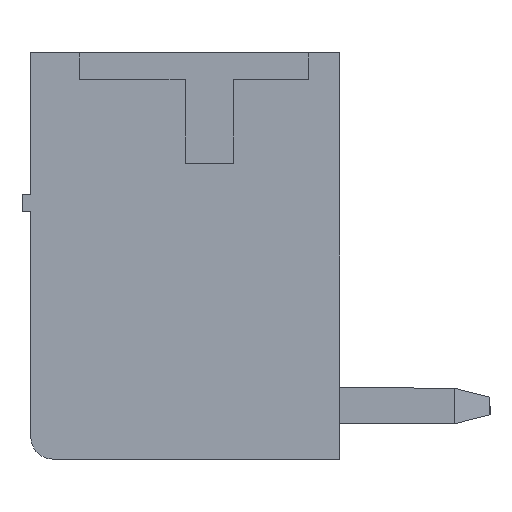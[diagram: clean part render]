
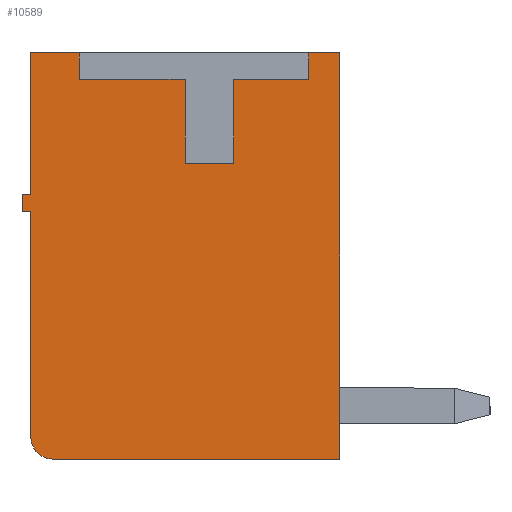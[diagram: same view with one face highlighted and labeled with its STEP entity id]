
A CAD part, left-side view. The second image highlights one B-rep face of the part: STEP entity #10589.
In plain terms, the highlighted planar face has unit normal (-1, 0, 0).
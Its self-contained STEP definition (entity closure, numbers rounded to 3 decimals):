
#13 = VERTEX_POINT ( 'NONE', #12823 ) ;
#211 = DIRECTION ( 'NONE',  ( 0., 0., -1. ) ) ;
#449 = CARTESIAN_POINT ( 'NONE',  ( 0., 9.7, -3. ) ) ;
#632 = DIRECTION ( 'NONE',  ( 1., 0., 0. ) ) ;
#774 = EDGE_CURVE ( 'NONE', #2238, #11464, #6001, .T. ) ;
#833 = CARTESIAN_POINT ( 'NONE',  ( 0., 2.7, -3.5 ) ) ;
#952 = LINE ( 'NONE', #3762, #10833 ) ;
#967 = CARTESIAN_POINT ( 'NONE',  ( 0., 9.7, 2.1 ) ) ;
#1076 = CARTESIAN_POINT ( 'NONE',  ( 0., 5.105, 5.1 ) ) ;
#1081 = CIRCLE ( 'NONE', #11825, 0.5 ) ;
#1150 = CARTESIAN_POINT ( 'NONE',  ( 0., 3.405, 5.7 ) ) ;
#1184 = VERTEX_POINT ( 'NONE', #12105 ) ;
#1641 = VECTOR ( 'NONE', #10623, 1000. ) ;
#1809 = VECTOR ( 'NONE', #15182, 1000. ) ;
#1958 = DIRECTION ( 'NONE',  ( 0., 1., 0. ) ) ;
#2112 = ORIENTED_EDGE ( 'NONE', *, *, #5087, .F. ) ;
#2238 = VERTEX_POINT ( 'NONE', #13783 ) ;
#2297 = CARTESIAN_POINT ( 'NONE',  ( 0., 6.205, 5.1 ) ) ;
#2449 = CARTESIAN_POINT ( 'NONE',  ( 0., 9.9, 2.1 ) ) ;
#2463 = DIRECTION ( 'NONE',  ( 0., 0., -1. ) ) ;
#2680 = ORIENTED_EDGE ( 'NONE', *, *, #16186, .T. ) ;
#3007 = CARTESIAN_POINT ( 'NONE',  ( 0., 9.2, -3. ) ) ;
#3011 = LINE ( 'NONE', #15146, #15882 ) ;
#3038 = PLANE ( 'NONE',  #7780 ) ;
#3409 = DIRECTION ( 'NONE',  ( 0., 0., 1. ) ) ;
#3472 = CARTESIAN_POINT ( 'NONE',  ( 0., 3.405, 5.7 ) ) ;
#3548 = VERTEX_POINT ( 'NONE', #3667 ) ;
#3667 = CARTESIAN_POINT ( 'NONE',  ( 0., 6.205, 5.1 ) ) ;
#3762 = CARTESIAN_POINT ( 'NONE',  ( 0., 8.605, 5.7 ) ) ;
#3798 = LINE ( 'NONE', #1076, #8070 ) ;
#3864 = EDGE_CURVE ( 'NONE', #10291, #8760, #11727, .T. ) ;
#4353 = ORIENTED_EDGE ( 'NONE', *, *, #14962, .F. ) ;
#4434 = VERTEX_POINT ( 'NONE', #13979 ) ;
#4574 = ORIENTED_EDGE ( 'NONE', *, *, #9513, .T. ) ;
#4662 = DIRECTION ( 'NONE',  ( 0., 0., -1. ) ) ;
#4693 = CARTESIAN_POINT ( 'NONE',  ( 0., 5.105, 3.2 ) ) ;
#4863 = DIRECTION ( 'NONE',  ( 0., 0., 1. ) ) ;
#5087 = EDGE_CURVE ( 'NONE', #10594, #1184, #15621, .T. ) ;
#5270 = LINE ( 'NONE', #2297, #1641 ) ;
#5289 = EDGE_CURVE ( 'NONE', #11442, #16249, #16677, .T. ) ;
#5295 = EDGE_CURVE ( 'NONE', #2238, #13118, #3011, .T. ) ;
#5436 = ORIENTED_EDGE ( 'NONE', *, *, #13030, .T. ) ;
#5683 = CARTESIAN_POINT ( 'NONE',  ( 0., 3.405, 5.7 ) ) ;
#5815 = EDGE_CURVE ( 'NONE', #10594, #11442, #8116, .T. ) ;
#6001 = LINE ( 'NONE', #14162, #7260 ) ;
#6011 = VECTOR ( 'NONE', #3409, 1000. ) ;
#6099 = LINE ( 'NONE', #14003, #8924 ) ;
#6201 = LINE ( 'NONE', #17037, #15131 ) ;
#6330 = LINE ( 'NONE', #2449, #16041 ) ;
#6510 = EDGE_CURVE ( 'NONE', #4434, #13, #7327, .T. ) ;
#6712 = EDGE_CURVE ( 'NONE', #13118, #11525, #952, .T. ) ;
#7067 = CARTESIAN_POINT ( 'NONE',  ( 0., 3.405, 5.1 ) ) ;
#7260 = VECTOR ( 'NONE', #4662, 1000. ) ;
#7327 = LINE ( 'NONE', #16806, #16484 ) ;
#7609 = EDGE_LOOP ( 'NONE', ( #4353, #13504, #15706, #2112, #14102, #12142, #17309, #9588, #11574, #2680, #12669, #13209, #12526, #4574, #16553, #12277, #5436 ) ) ;
#7780 = AXIS2_PLACEMENT_3D ( 'NONE', #8867, #8452, #211 ) ;
#7957 = CARTESIAN_POINT ( 'NONE',  ( 0., 5.105, 5.1 ) ) ;
#8070 = VECTOR ( 'NONE', #14525, 1000. ) ;
#8116 = LINE ( 'NONE', #1150, #11663 ) ;
#8452 = DIRECTION ( 'NONE',  ( -1., 0., 0. ) ) ;
#8760 = VERTEX_POINT ( 'NONE', #15113 ) ;
#8867 = CARTESIAN_POINT ( 'NONE',  ( 0., 18.7, 8.829 ) ) ;
#8924 = VECTOR ( 'NONE', #1958, 1000. ) ;
#9513 = EDGE_CURVE ( 'NONE', #11464, #4434, #6099, .T. ) ;
#9588 = ORIENTED_EDGE ( 'NONE', *, *, #3864, .T. ) ;
#9614 = EDGE_CURVE ( 'NONE', #16249, #10291, #3798, .T. ) ;
#9915 = LINE ( 'NONE', #10180, #14793 ) ;
#10076 = DIRECTION ( 'NONE',  ( 0., 0., -1. ) ) ;
#10167 = LINE ( 'NONE', #15556, #6011 ) ;
#10180 = CARTESIAN_POINT ( 'NONE',  ( 0., 9.7, 2.1 ) ) ;
#10266 = CARTESIAN_POINT ( 'NONE',  ( 0., 8.605, 5.7 ) ) ;
#10291 = VERTEX_POINT ( 'NONE', #16273 ) ;
#10404 = DIRECTION ( 'NONE',  ( 0., -1., 0. ) ) ;
#10589 = ADVANCED_FACE ( 'NONE', ( #13773 ), #3038, .T. ) ;
#10594 = VERTEX_POINT ( 'NONE', #5683 ) ;
#10623 = DIRECTION ( 'NONE',  ( 0., 1., 0. ) ) ;
#10833 = VECTOR ( 'NONE', #13167, 1000. ) ;
#11192 = DIRECTION ( 'NONE',  ( 0., 1., 0. ) ) ;
#11442 = VERTEX_POINT ( 'NONE', #7067 ) ;
#11464 = VERTEX_POINT ( 'NONE', #11489 ) ;
#11489 = CARTESIAN_POINT ( 'NONE',  ( 0., 9.7, 2.5 ) ) ;
#11525 = VERTEX_POINT ( 'NONE', #14572 ) ;
#11574 = ORIENTED_EDGE ( 'NONE', *, *, #12353, .T. ) ;
#11663 = VECTOR ( 'NONE', #2463, 1000. ) ;
#11664 = EDGE_CURVE ( 'NONE', #13734, #1184, #10167, .T. ) ;
#11727 = LINE ( 'NONE', #4693, #15284 ) ;
#11825 = AXIS2_PLACEMENT_3D ( 'NONE', #3007, #632, #12416 ) ;
#12105 = CARTESIAN_POINT ( 'NONE',  ( 0., 2.7, 5.7 ) ) ;
#12142 = ORIENTED_EDGE ( 'NONE', *, *, #5289, .T. ) ;
#12201 = VECTOR ( 'NONE', #11192, 1000. ) ;
#12277 = ORIENTED_EDGE ( 'NONE', *, *, #12759, .T. ) ;
#12353 = EDGE_CURVE ( 'NONE', #8760, #3548, #6201, .T. ) ;
#12416 = DIRECTION ( 'NONE',  ( 0., 0., -1. ) ) ;
#12526 = ORIENTED_EDGE ( 'NONE', *, *, #774, .T. ) ;
#12564 = DIRECTION ( 'NONE',  ( 0., 0., -1. ) ) ;
#12669 = ORIENTED_EDGE ( 'NONE', *, *, #6712, .F. ) ;
#12759 = EDGE_CURVE ( 'NONE', #13, #15549, #6330, .T. ) ;
#12823 = CARTESIAN_POINT ( 'NONE',  ( 0., 9.9, 2.1 ) ) ;
#13030 = EDGE_CURVE ( 'NONE', #15549, #13947, #9915, .T. ) ;
#13118 = VERTEX_POINT ( 'NONE', #10266 ) ;
#13167 = DIRECTION ( 'NONE',  ( 0., 0., -1. ) ) ;
#13209 = ORIENTED_EDGE ( 'NONE', *, *, #5295, .F. ) ;
#13245 = EDGE_CURVE ( 'NONE', #13734, #17043, #13870, .T. ) ;
#13504 = ORIENTED_EDGE ( 'NONE', *, *, #13245, .F. ) ;
#13734 = VERTEX_POINT ( 'NONE', #833 ) ;
#13773 = FACE_OUTER_BOUND ( 'NONE', #7609, .T. ) ;
#13783 = CARTESIAN_POINT ( 'NONE',  ( 0., 9.7, 5.7 ) ) ;
#13870 = LINE ( 'NONE', #15448, #1809 ) ;
#13947 = VERTEX_POINT ( 'NONE', #449 ) ;
#13979 = CARTESIAN_POINT ( 'NONE',  ( 0., 9.9, 2.5 ) ) ;
#14003 = CARTESIAN_POINT ( 'NONE',  ( 0., 9.7, 2.5 ) ) ;
#14102 = ORIENTED_EDGE ( 'NONE', *, *, #5815, .T. ) ;
#14162 = CARTESIAN_POINT ( 'NONE',  ( 0., 9.7, 5.7 ) ) ;
#14525 = DIRECTION ( 'NONE',  ( 0., 0., -1. ) ) ;
#14572 = CARTESIAN_POINT ( 'NONE',  ( 0., 8.605, 5.1 ) ) ;
#14722 = VECTOR ( 'NONE', #10404, 1000. ) ;
#14793 = VECTOR ( 'NONE', #12564, 1000. ) ;
#14962 = EDGE_CURVE ( 'NONE', #17043, #13947, #1081, .T. ) ;
#15113 = CARTESIAN_POINT ( 'NONE',  ( 0., 6.205, 3.2 ) ) ;
#15131 = VECTOR ( 'NONE', #4863, 1000. ) ;
#15146 = CARTESIAN_POINT ( 'NONE',  ( 0., 9.7, 5.7 ) ) ;
#15182 = DIRECTION ( 'NONE',  ( 0., 1., 0. ) ) ;
#15242 = DIRECTION ( 'NONE',  ( 0., -1., 0. ) ) ;
#15284 = VECTOR ( 'NONE', #15702, 1000. ) ;
#15417 = CARTESIAN_POINT ( 'NONE',  ( 0., 3.405, 5.1 ) ) ;
#15448 = CARTESIAN_POINT ( 'NONE',  ( 0., 2.7, -3.5 ) ) ;
#15549 = VERTEX_POINT ( 'NONE', #967 ) ;
#15556 = CARTESIAN_POINT ( 'NONE',  ( 0., 2.7, -3.5 ) ) ;
#15621 = LINE ( 'NONE', #3472, #14722 ) ;
#15702 = DIRECTION ( 'NONE',  ( 0., 1., 0. ) ) ;
#15706 = ORIENTED_EDGE ( 'NONE', *, *, #11664, .T. ) ;
#15882 = VECTOR ( 'NONE', #15242, 1000. ) ;
#16041 = VECTOR ( 'NONE', #17348, 1000. ) ;
#16186 = EDGE_CURVE ( 'NONE', #3548, #11525, #5270, .T. ) ;
#16249 = VERTEX_POINT ( 'NONE', #7957 ) ;
#16273 = CARTESIAN_POINT ( 'NONE',  ( 0., 5.105, 3.2 ) ) ;
#16484 = VECTOR ( 'NONE', #10076, 1000. ) ;
#16553 = ORIENTED_EDGE ( 'NONE', *, *, #6510, .T. ) ;
#16677 = LINE ( 'NONE', #15417, #12201 ) ;
#16806 = CARTESIAN_POINT ( 'NONE',  ( 0., 9.9, 2.5 ) ) ;
#16976 = CARTESIAN_POINT ( 'NONE',  ( 0., 9.2, -3.5 ) ) ;
#17037 = CARTESIAN_POINT ( 'NONE',  ( 0., 6.205, 3.2 ) ) ;
#17043 = VERTEX_POINT ( 'NONE', #16976 ) ;
#17309 = ORIENTED_EDGE ( 'NONE', *, *, #9614, .T. ) ;
#17348 = DIRECTION ( 'NONE',  ( 0., -1., 0. ) ) ;
